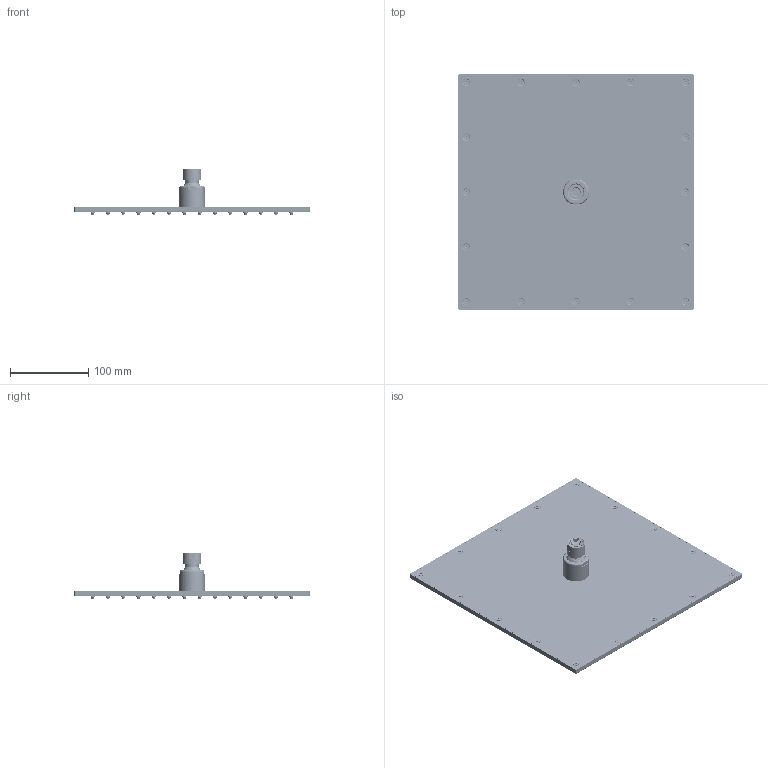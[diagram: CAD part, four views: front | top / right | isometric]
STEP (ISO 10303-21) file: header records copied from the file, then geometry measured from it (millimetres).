
FILE_DESCRIPTION(/* description */ (''),/* implementation_level */ '2;1');
FILE_NAME(/* name */ 'STEP - BSA124_33538',/* time_stamp */ '2025-08-28T09:11:40+10:00',/* author */ (''),/* organization */ (''),/* preprocessor_version */ 'ST-DEVELOPER v16.5',/* originating_system */ 'Rhino 7.37',/* authorisation */ '');
FILE_SCHEMA (('AUTOMOTIVE_DESIGN'));
Products named in the file (17): Document; bsa124(1); BSA124_ASM; 300_300_7_ASM_11_ASM; FANG_300_300_FH__5; JD_300_300_FH__9; F_HOU_300_300_FH__7; TOU_1_FH__ASM_1_ASM; LBL002-0C-1_FH__1; LJD003_FH__1; LBL003-01-1_FH__1; LJD002-11_FH__1; GUOLEIQUAN_FH__1; NILONGQUAN_FH__1; LSS002-M4_FH__4; CHUSHUIJIETOU__2; LBL004-A_1000
Assembly tree (31 placements, depth 6):
  Document
    bsa124(1)
      BSA124_ASM
        300_300_7_ASM_11_ASM
          FANG_300_300_FH__5
          JD_300_300_FH__9
          F_HOU_300_300_FH__7
          TOU_1_FH__ASM_1_ASM
            LBL002-0C-1_FH__1
            LJD003_FH__1
            LBL003-01-1_FH__1
          LJD002-11_FH__1
          GUOLEIQUAN_FH__1
          NILONGQUAN_FH__1
          LSS002-M4_FH__4  x16
          CHUSHUIJIETOU__2
          LBL004-A_1000
Bounding box: 300 x 300 x 59.9 mm (x, y, z)
Volume: 416608.6 mm3; surface area: 602386.8 mm2
Topology: 27 solids, 43 shells, 4586 faces, 12051 edges, 7972 vertices
Faces by surface type: bspline 2102, cylinder 1659, plane 825
Entity records: 236836 total; most frequent: CARTESIAN_POINT 174308, ORIENTED_EDGE 20784, EDGE_CURVE 10394, VERTEX_POINT 6907, EDGE_LOOP 5335, ADVANCED_FACE 3986, FACE_OUTER_BOUND 3986, B_SPLINE_CURVE_WITH_KNOTS 2851
